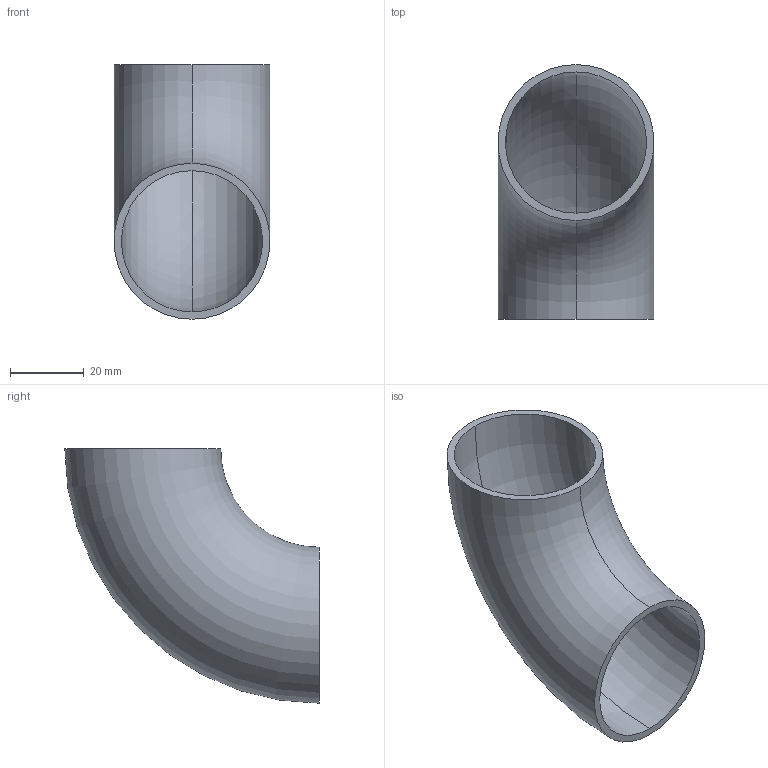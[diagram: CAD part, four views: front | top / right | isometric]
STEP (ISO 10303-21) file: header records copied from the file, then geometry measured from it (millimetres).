
FILE_DESCRIPTION (( 'STEP AP203' ), '1' );
FILE_NAME ('55190-240.step', '2018-12-17T10:21:51', ( '' ), ( '' ), 'SwSTEP 2.0', 'SolidWorks 2015', '' );
FILE_SCHEMA (( 'CONFIG_CONTROL_DESIGN' ));
Length unit declared in the file: millimetre
Products named in the file (1): 55190-240
Bounding box: 42.4 x 69.2 x 69.2 mm (x, y, z)
Volume: 19138.6 mm3; surface area: 19656.3 mm2
Topology: 1 solids, 1 shells, 225 faces, 597 edges, 398 vertices
Faces by surface type: plane 100, bspline 97, torus 28
Entity records: 11494 total; most frequent: CARTESIAN_POINT 6862, ORIENTED_EDGE 1194, EDGE_CURVE 597, DIRECTION 477, VERTEX_POINT 398, B_SPLINE_CURVE_WITH_KNOTS 390, EDGE_LOOP 251, FACE_OUTER_BOUND 225
